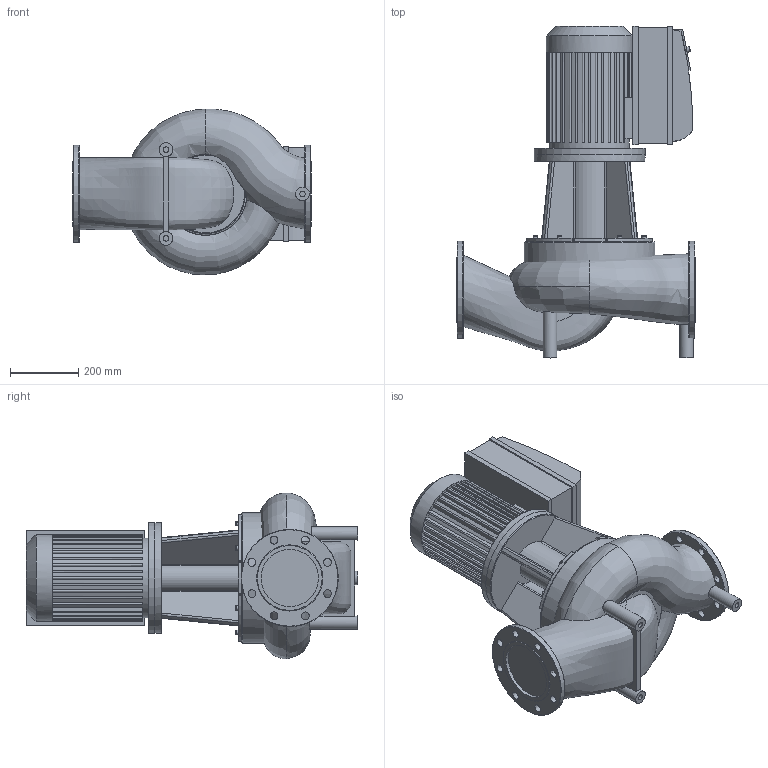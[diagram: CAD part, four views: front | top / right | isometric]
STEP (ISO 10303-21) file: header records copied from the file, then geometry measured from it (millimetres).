
FILE_DESCRIPTION(/* description */ (''),/* implementation_level */ '2;1');
FILE_NAME(/* name */ '3d_IL-E150_190-5_5_4R1-2159376.stp',/* time_stamp */ '2016-12-22T07:47:29+01:00',/* author */ ('Andrzej'),/* organization */ (''),/* preprocessor_version */ 'ST-DEVELOPER v15.5',/* originating_system */ 'AutoCAD Mechanical',/* authorisation */ '');
FILE_SCHEMA (('AUTOMOTIVE_DESIGN { 1 0 10303 214 3 1 1 }'));
Length unit declared in the file: millimetre
Products named in the file (1): Product
Bounding box: 700 x 973.03 x 486.38 mm (x, y, z)
Volume: 93771450.2 mm3; surface area: 3085602.4 mm2
Topology: 12 solids, 12 shells, 662 faces, 1668 edges, 1068 vertices
Faces by surface type: plane 455, cylinder 136, bspline 44, torus 20, cone 7
Full cylindrical faces by diameter (mm): 10 x2, 13 x8, 14 x4, 15 x1, 16 x3, 18 x1, 20 x1, 22 x1, 23 x16, 25 x1, 40 x3, 80 x1, 168.3 x2, 234 x1, 254 x1, 285 x2, 325 x2, 384 x1
Entity records: 27895 total; most frequent: CARTESIAN_POINT 12220, DIRECTION 3196, ORIENTED_EDGE 3158, EDGE_CURVE 1579, AXIS2_PLACEMENT_3D 1126, VERTEX_POINT 1053, LINE 944, VECTOR 944
